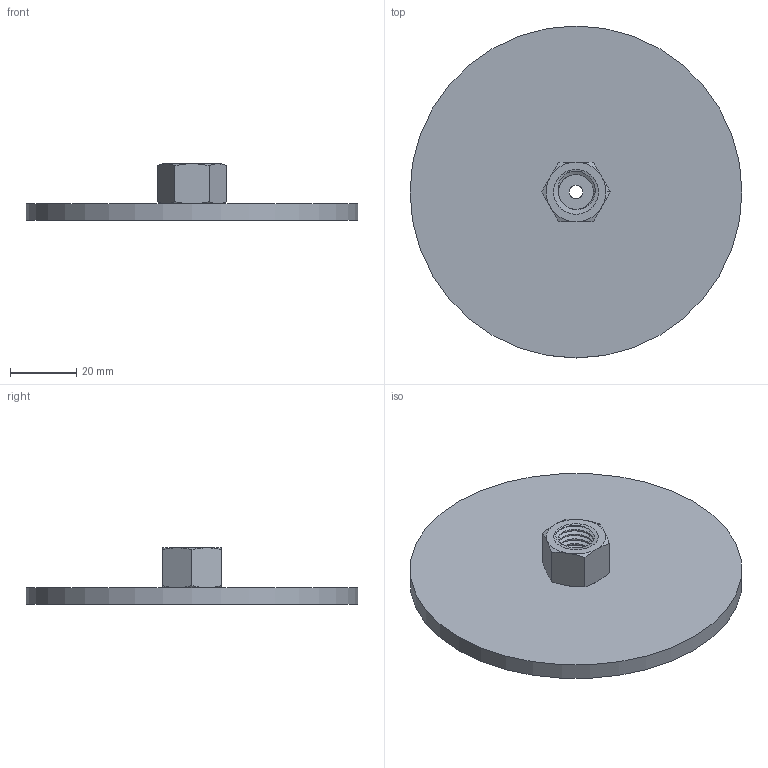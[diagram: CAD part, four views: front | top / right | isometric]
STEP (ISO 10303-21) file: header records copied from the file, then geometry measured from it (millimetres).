
FILE_DESCRIPTION(('FreeCAD Model'),'2;1');
FILE_NAME('Open CASCADE Shape Model','2025-11-23T14:59:15',(''),(''), 'Open CASCADE STEP processor 7.8','FreeCAD','Unknown');
FILE_SCHEMA(('AUTOMOTIVE_DESIGN { 1 0 10303 214 1 1 1 1 }'));
Length unit declared in the file: millimetre
Products named in the file (1): spinning
Bounding box: 100 x 100 x 17 mm (x, y, z)
Volume: 31151.8 mm3; surface area: 22273.3 mm2
Topology: 1 solids, 1 shells, 216 faces, 520 edges, 335 vertices
Faces by surface type: plane 109, cylinder 67, bspline 24, cone 16
Full cylindrical faces by diameter (mm): 4 x1, 10.566 x5, 70 x1, 85 x1, 100 x1
Entity records: 18061 total; most frequent: CARTESIAN_POINT 7663, DIRECTION 1921, LINE 1096, VECTOR 1096, ORIENTED_EDGE 1040, PCURVE 1040, DEFINITIONAL_REPRESENTATION 1040, EDGE_CURVE 520
